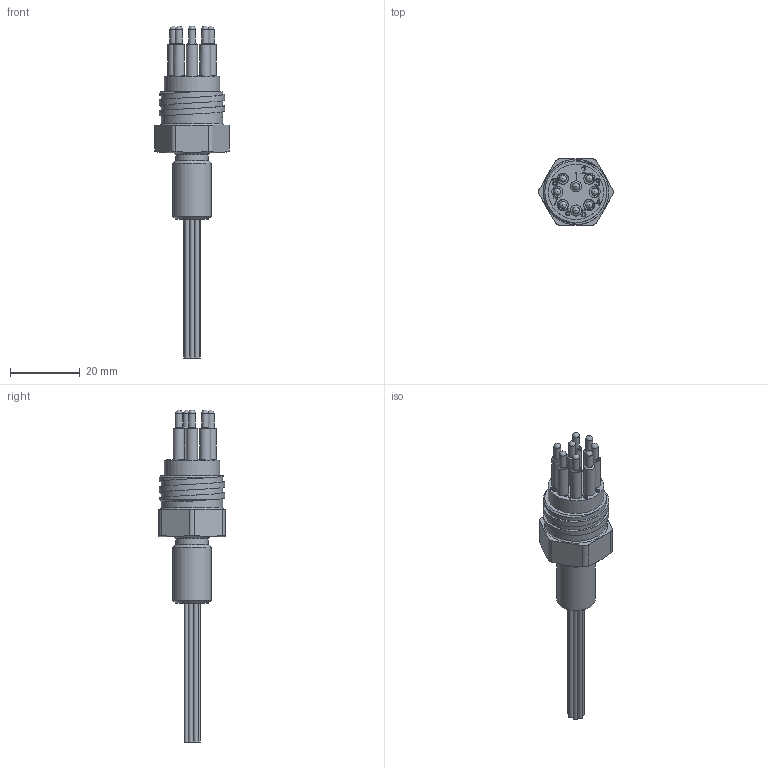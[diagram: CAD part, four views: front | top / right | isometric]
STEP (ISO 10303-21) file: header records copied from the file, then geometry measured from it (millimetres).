
FILE_DESCRIPTION(/* description */ (''),/* implementation_level */ '2;1');
FILE_NAME(/* name */ 'MCBH8M.stp',/* time_stamp */ '2024-01-10T11:27:55+01:00',/* author */ ('sh'),/* organization */ (''),/* preprocessor_version */ 'ST-DEVELOPER v19.2',/* originating_system */ 'Autodesk Inventor 2023',/* authorisation */ '');
FILE_SCHEMA (('AUTOMOTIVE_DESIGN { 1 0 10303 214 3 1 1 }'));
Length unit declared in the file: millimetre
Products named in the file (1): Part22
Bounding box: 21.53 x 19.05 x 95.3 mm (x, y, z)
Volume: 8542.7 mm3; surface area: 5063.6 mm2
Topology: 1 solids, 1 shells, 214 faces, 524 edges, 347 vertices
Faces by surface type: plane 87, bspline 64, cylinder 44, cone 13, torus 6
Full cylindrical faces by diameter (mm): 1.27 x6, 1.986 x8, 3.175 x8, 9.398 x1, 11.113 x1, 12.7 x1, 15.875 x1, 17.12 x1, 17.577 x3, 18.796 x1
Entity records: 10230 total; most frequent: CARTESIAN_POINT 5171, ORIENTED_EDGE 1048, DIRECTION 819, EDGE_CURVE 524, VERTEX_POINT 347, AXIS2_PLACEMENT_3D 283, LINE 253, VECTOR 253
